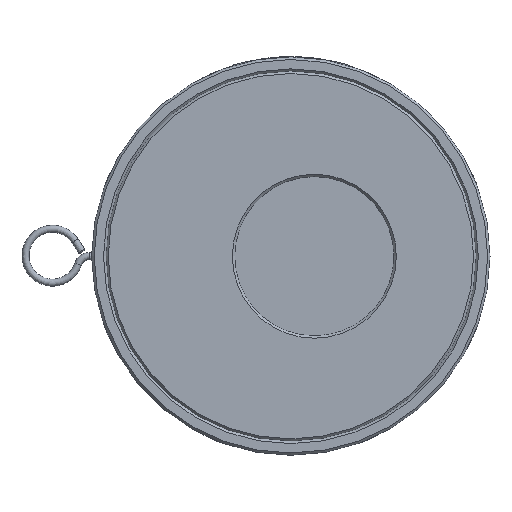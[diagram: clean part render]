
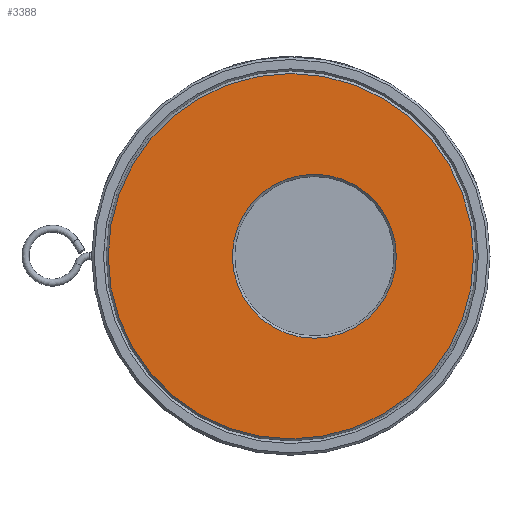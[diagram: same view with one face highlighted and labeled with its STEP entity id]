
A CAD part, left-side view. The second image highlights one B-rep face of the part: STEP entity #3388.
In plain terms, the highlighted planar face has unit normal (-1, 0, 0).
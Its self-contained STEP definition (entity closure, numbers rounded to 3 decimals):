
#48=FACE_BOUND('',#1074,.T.);
#86=PLANE('',#3673);
#876=FACE_OUTER_BOUND('',#1073,.T.);
#1073=EDGE_LOOP('',(#2416));
#1074=EDGE_LOOP('',(#2417));
#1298=CIRCLE('',#3668,35.);
#1302=CIRCLE('',#3674,78.);
#1465=VERTEX_POINT('',#5221);
#1469=VERTEX_POINT('',#5233);
#1829=EDGE_CURVE('',#1465,#1465,#1298,.T.);
#1835=EDGE_CURVE('',#1469,#1469,#1302,.T.);
#2416=ORIENTED_EDGE('',*,*,#1835,.T.);
#2417=ORIENTED_EDGE('',*,*,#1829,.F.);
#3388=ADVANCED_FACE('',(#876,#48),#86,.F.);
#3668=AXIS2_PLACEMENT_3D('',#5222,#4165,#4166);
#3673=AXIS2_PLACEMENT_3D('',#5232,#4177,#4178);
#3674=AXIS2_PLACEMENT_3D('',#5234,#4179,#4180);
#4165=DIRECTION('center_axis',(-1.,0.,0.));
#4166=DIRECTION('ref_axis',(0.,0.,-1.));
#4177=DIRECTION('center_axis',(1.,0.,0.));
#4178=DIRECTION('ref_axis',(0.,0.,-1.));
#4179=DIRECTION('center_axis',(-1.,0.,0.));
#4180=DIRECTION('ref_axis',(0.,0.,1.));
#5221=CARTESIAN_POINT('',(0.,-10.,35.));
#5222=CARTESIAN_POINT('Origin',(0.,-10.,0.));
#5232=CARTESIAN_POINT('Origin',(0.,0.,0.));
#5233=CARTESIAN_POINT('',(0.,0.,78.));
#5234=CARTESIAN_POINT('Origin',(0.,0.,0.));
